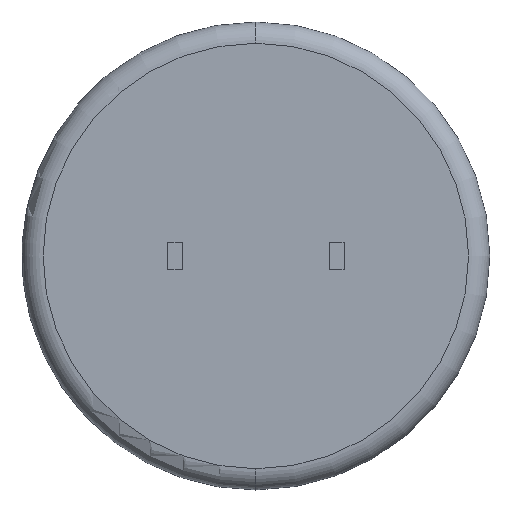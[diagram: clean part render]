
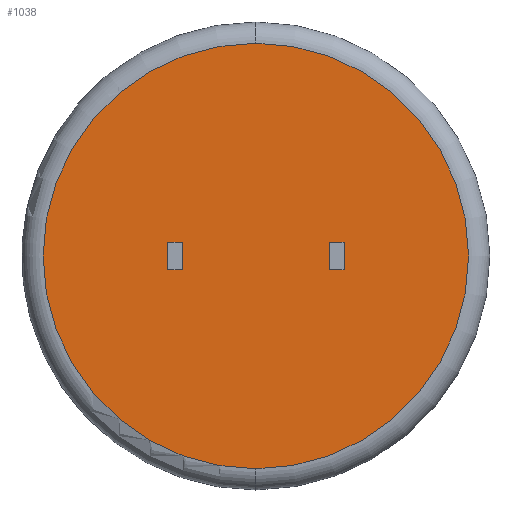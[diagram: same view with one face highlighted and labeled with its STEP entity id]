
A CAD part, front view. The second image highlights one B-rep face of the part: STEP entity #1038.
In plain terms, the highlighted planar face has unit normal (0, -1, 0).
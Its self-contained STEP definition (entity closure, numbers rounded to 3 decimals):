
#3 = LINE ( 'NONE', #1957, #1699 ) ;
#14 = AXIS2_PLACEMENT_3D ( 'NONE', #645, #1741, #637 ) ;
#107 = VERTEX_POINT ( 'NONE', #964 ) ;
#109 = DIRECTION ( 'NONE',  ( 1., 0., 0. ) ) ;
#111 = CARTESIAN_POINT ( 'NONE',  ( 4.15, 0., 0.65 ) ) ;
#145 = ORIENTED_EDGE ( 'NONE', *, *, #2299, .F. ) ;
#238 = LINE ( 'NONE', #2008, #2446 ) ;
#276 = LINE ( 'NONE', #1822, #987 ) ;
#282 = CARTESIAN_POINT ( 'NONE',  ( 3.45, 0., 0.65 ) ) ;
#341 = VERTEX_POINT ( 'NONE', #1509 ) ;
#365 = VERTEX_POINT ( 'NONE', #822 ) ;
#411 = VECTOR ( 'NONE', #2647, 1000. ) ;
#428 = VERTEX_POINT ( 'NONE', #2537 ) ;
#516 = CARTESIAN_POINT ( 'NONE',  ( 3.45, 0., 0.65 ) ) ;
#592 = EDGE_CURVE ( 'NONE', #800, #365, #1625, .T. ) ;
#631 = CARTESIAN_POINT ( 'NONE',  ( 0., 0., 0. ) ) ;
#637 = DIRECTION ( 'NONE',  ( 0., 0., 1. ) ) ;
#645 = CARTESIAN_POINT ( 'NONE',  ( 0., 0., 0. ) ) ;
#659 = ORIENTED_EDGE ( 'NONE', *, *, #806, .F. ) ;
#688 = EDGE_CURVE ( 'NONE', #1654, #107, #276, .T. ) ;
#735 = CARTESIAN_POINT ( 'NONE',  ( 0., 0., 10. ) ) ;
#800 = VERTEX_POINT ( 'NONE', #735 ) ;
#802 = VECTOR ( 'NONE', #1813, 1000. ) ;
#803 = AXIS2_PLACEMENT_3D ( 'NONE', #919, #2451, #2407 ) ;
#806 = EDGE_CURVE ( 'NONE', #2722, #2738, #984, .T. ) ;
#822 = CARTESIAN_POINT ( 'NONE',  ( 0., 0., -10. ) ) ;
#842 = EDGE_CURVE ( 'NONE', #2275, #428, #238, .T. ) ;
#871 = EDGE_CURVE ( 'NONE', #341, #1654, #1213, .T. ) ;
#878 = ORIENTED_EDGE ( 'NONE', *, *, #842, .F. ) ;
#885 = VERTEX_POINT ( 'NONE', #1173 ) ;
#915 = DIRECTION ( 'NONE',  ( 0., 0., -1. ) ) ;
#919 = CARTESIAN_POINT ( 'NONE',  ( 0., 0., 0. ) ) ;
#952 = AXIS2_PLACEMENT_3D ( 'NONE', #631, #2534, #1678 ) ;
#963 = PLANE ( 'NONE',  #803 ) ;
#964 = CARTESIAN_POINT ( 'NONE',  ( -3.45, 0., 0.65 ) ) ;
#984 = LINE ( 'NONE', #282, #2406 ) ;
#987 = VECTOR ( 'NONE', #1408, 1000. ) ;
#1038 = ADVANCED_FACE ( 'NONE', ( #2212, #2752, #1712 ), #963, .F. ) ;
#1146 = CARTESIAN_POINT ( 'NONE',  ( 3.45, 0., -0.65 ) ) ;
#1173 = CARTESIAN_POINT ( 'NONE',  ( -3.45, 0., -0.65 ) ) ;
#1189 = LINE ( 'NONE', #1993, #2256 ) ;
#1213 = LINE ( 'NONE', #1600, #802 ) ;
#1261 = EDGE_LOOP ( 'NONE', ( #145, #659, #1620, #878 ) ) ;
#1288 = ORIENTED_EDGE ( 'NONE', *, *, #2645, .T. ) ;
#1394 = CIRCLE ( 'NONE', #14, 10. ) ;
#1408 = DIRECTION ( 'NONE',  ( 1., 0., 0. ) ) ;
#1416 = EDGE_CURVE ( 'NONE', #365, #800, #1394, .T. ) ;
#1474 = EDGE_CURVE ( 'NONE', #428, #2722, #1189, .T. ) ;
#1509 = CARTESIAN_POINT ( 'NONE',  ( -4.15, 0., -0.65 ) ) ;
#1564 = EDGE_LOOP ( 'NONE', ( #1936, #1775, #1288, #1569 ) ) ;
#1569 = ORIENTED_EDGE ( 'NONE', *, *, #2162, .F. ) ;
#1598 = VECTOR ( 'NONE', #2183, 1000. ) ;
#1600 = CARTESIAN_POINT ( 'NONE',  ( -4.15, 0., 0. ) ) ;
#1620 = ORIENTED_EDGE ( 'NONE', *, *, #1474, .F. ) ;
#1625 = CIRCLE ( 'NONE', #952, 10. ) ;
#1654 = VERTEX_POINT ( 'NONE', #2711 ) ;
#1678 = DIRECTION ( 'NONE',  ( 0., 0., 1. ) ) ;
#1699 = VECTOR ( 'NONE', #915, 1000. ) ;
#1712 = FACE_BOUND ( 'NONE', #1261, .T. ) ;
#1741 = DIRECTION ( 'NONE',  ( 0., -1., 0. ) ) ;
#1775 = ORIENTED_EDGE ( 'NONE', *, *, #688, .T. ) ;
#1813 = DIRECTION ( 'NONE',  ( 0., 0., 1. ) ) ;
#1822 = CARTESIAN_POINT ( 'NONE',  ( -4.15, 0., 0.65 ) ) ;
#1932 = EDGE_LOOP ( 'NONE', ( #2277, #2117 ) ) ;
#1936 = ORIENTED_EDGE ( 'NONE', *, *, #871, .T. ) ;
#1957 = CARTESIAN_POINT ( 'NONE',  ( -3.45, 0., 0.65 ) ) ;
#1993 = CARTESIAN_POINT ( 'NONE',  ( 4.15, 0., 0. ) ) ;
#2008 = CARTESIAN_POINT ( 'NONE',  ( 3.45, 0., -0.65 ) ) ;
#2117 = ORIENTED_EDGE ( 'NONE', *, *, #1416, .T. ) ;
#2142 = LINE ( 'NONE', #2572, #1598 ) ;
#2162 = EDGE_CURVE ( 'NONE', #341, #885, #2142, .T. ) ;
#2183 = DIRECTION ( 'NONE',  ( 1., 0., 0. ) ) ;
#2212 = FACE_OUTER_BOUND ( 'NONE', #1932, .T. ) ;
#2219 = DIRECTION ( 'NONE',  ( -1., 0., 0. ) ) ;
#2226 = CARTESIAN_POINT ( 'NONE',  ( 3.45, 0., -0.65 ) ) ;
#2256 = VECTOR ( 'NONE', #2622, 1000. ) ;
#2275 = VERTEX_POINT ( 'NONE', #2226 ) ;
#2277 = ORIENTED_EDGE ( 'NONE', *, *, #592, .T. ) ;
#2299 = EDGE_CURVE ( 'NONE', #2738, #2275, #2736, .T. ) ;
#2406 = VECTOR ( 'NONE', #2219, 1000. ) ;
#2407 = DIRECTION ( 'NONE',  ( 0., 0., 1. ) ) ;
#2446 = VECTOR ( 'NONE', #109, 1000. ) ;
#2451 = DIRECTION ( 'NONE',  ( 0., 1., 0. ) ) ;
#2534 = DIRECTION ( 'NONE',  ( 0., -1., 0. ) ) ;
#2537 = CARTESIAN_POINT ( 'NONE',  ( 4.15, 0., -0.65 ) ) ;
#2572 = CARTESIAN_POINT ( 'NONE',  ( -4.15, 0., -0.65 ) ) ;
#2622 = DIRECTION ( 'NONE',  ( 0., 0., 1. ) ) ;
#2645 = EDGE_CURVE ( 'NONE', #107, #885, #3, .T. ) ;
#2647 = DIRECTION ( 'NONE',  ( 0., 0., -1. ) ) ;
#2711 = CARTESIAN_POINT ( 'NONE',  ( -4.15, 0., 0.65 ) ) ;
#2722 = VERTEX_POINT ( 'NONE', #111 ) ;
#2736 = LINE ( 'NONE', #1146, #411 ) ;
#2738 = VERTEX_POINT ( 'NONE', #516 ) ;
#2752 = FACE_BOUND ( 'NONE', #1564, .T. ) ;
